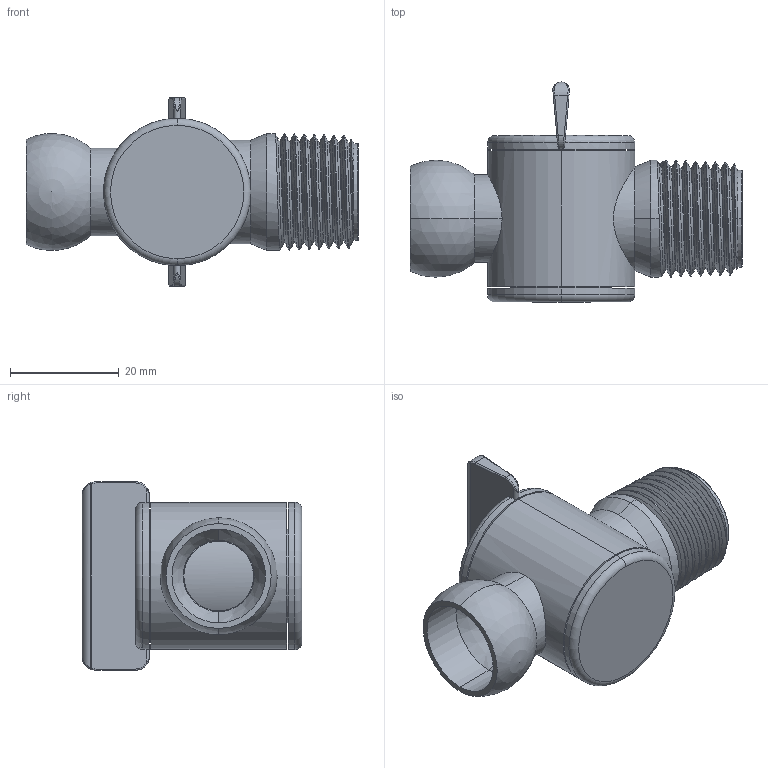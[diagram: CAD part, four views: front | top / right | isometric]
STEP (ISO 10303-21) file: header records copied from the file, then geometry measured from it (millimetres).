
FILE_DESCRIPTION (( 'STEP AP203' ), '1' );
FILE_NAME ('1-2 NPT Valve.STEP', '2005-02-04T23:36:57', ( 'mark lockwood' ), ( 'lockwood products inc.' ), 'SwSTEP 2.0', 'SolidWorks 2004146', '' );
FILE_SCHEMA (( 'CONFIG_CONTROL_DESIGN' ));
Length unit declared in the file: inch
Products named in the file (1): 1-2 NPT Valve
Bounding box: 61.09 x 40.44 x 34.75 mm (x, y, z)
Volume: 22569 mm3; surface area: 10588.3 mm2
Topology: 1 solids, 1 shells, 95 faces, 225 edges, 131 vertices
Faces by surface type: cylinder 38, bspline 27, plane 14, cone 8, torus 6, sphere 2
Entity records: 16315 total; most frequent: CARTESIAN_POINT 14342, ORIENTED_EDGE 424, DIRECTION 343, EDGE_CURVE 212, AXIS2_PLACEMENT_3D 145, VERTEX_POINT 128, EDGE_LOOP 104, FACE_OUTER_BOUND 95
